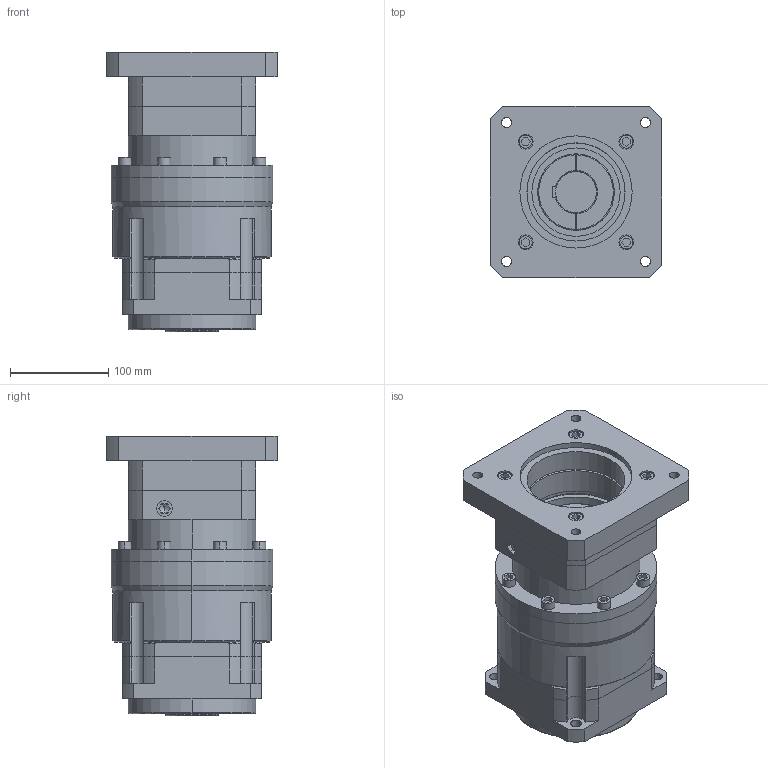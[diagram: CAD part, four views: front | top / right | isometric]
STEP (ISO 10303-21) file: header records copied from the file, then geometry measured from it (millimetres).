
FILE_DESCRIPTION (( 'STEP AP214' ), '1' );
FILE_NAME ('VGK142双级模型-T（42-113 114.3-3 4-13.5-200）.STEP', '2018-12-04T06:51:14', ( 'Windows' ), ( 'Microsoft' ), 'SwSTEP 2.0', 'SolidWorks 2016', '' );
FILE_SCHEMA (( 'AUTOMOTIVE_DESIGN' ));
Length unit declared in the file: millimetre
Products named in the file (1): VGK142双级模型-T（42-113 114.3-3 4-13.5-200）
Bounding box: 175 x 175 x 284.5 mm (x, y, z)
Volume: 4578670 mm3; surface area: 402975.5 mm2
Topology: 8 solids, 8 shells, 546 faces, 1323 edges, 860 vertices
Faces by surface type: plane 289, cylinder 219, cone 27, torus 11
Entity records: 16993 total; most frequent: CARTESIAN_POINT 2880, DIRECTION 2864, ORIENTED_EDGE 2622, EDGE_CURVE 1311, AXIS2_PLACEMENT_3D 1044, VERTEX_POINT 860, VECTOR 776, LINE 776
